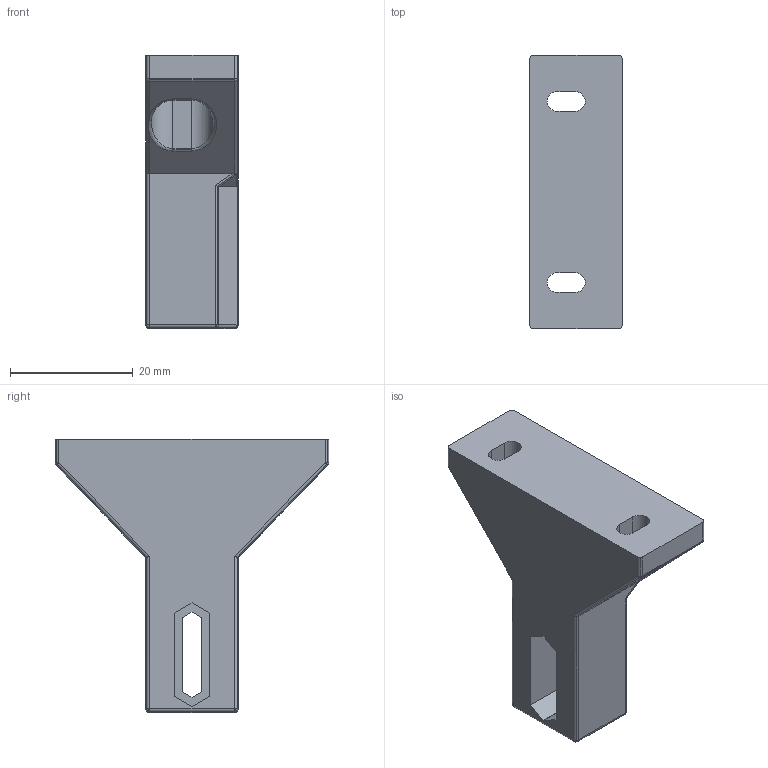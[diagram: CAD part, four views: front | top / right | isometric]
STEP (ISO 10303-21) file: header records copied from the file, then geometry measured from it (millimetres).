
FILE_DESCRIPTION(('STEP AP214'),'1');
FILE_NAME('RailCoreDockMount3.stp','2021-07-21T23:16:57',(' '),(' '),'Spatial InterOp 3D',' ',' ');
FILE_SCHEMA(('automotive_design'));
Length unit declared in the file: inch
Products named in the file (1): 1
Bounding box: 15 x 44.48 x 44.4 mm (x, y, z)
Volume: 12857.9 mm3; surface area: 5108.2 mm2
Topology: 1 solids, 1 shells, 126 faces, 319 edges, 196 vertices
Faces by surface type: cylinder 68, plane 38, sphere 16, bspline 4
Entity records: 5459 total; most frequent: CARTESIAN_POINT 1292, DIRECTION 705, ORIENTED_EDGE 638, EDGE_CURVE 319, AXIS2_PLACEMENT_3D 269, VERTEX_POINT 196, LINE 167, VECTOR 167
